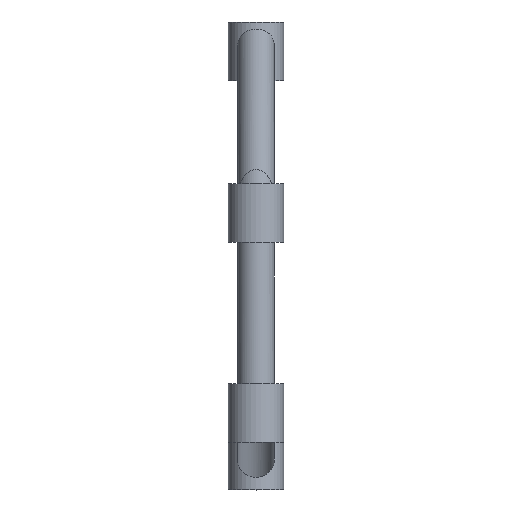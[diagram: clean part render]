
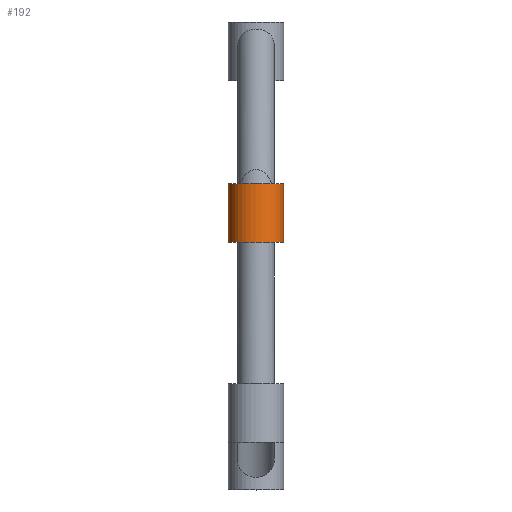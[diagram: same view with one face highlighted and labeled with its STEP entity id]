
A CAD part, top view. The second image highlights one B-rep face of the part: STEP entity #192.
In plain terms, the highlighted cylindrical face has radius 19 mm (diameter 38 mm), a full revolution.
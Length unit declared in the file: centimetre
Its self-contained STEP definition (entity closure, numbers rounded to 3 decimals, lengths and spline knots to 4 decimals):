
#22=CIRCLE('',#214,1.9);
#23=CIRCLE('',#215,1.9);
#54=FACE_BOUND('',#82,.T.);
#64=FACE_OUTER_BOUND('',#81,.T.);
#81=EDGE_LOOP('',(#165));
#82=EDGE_LOOP('',(#166));
#112=VERTEX_POINT('',#860);
#113=VERTEX_POINT('',#862);
#135=EDGE_CURVE('',#112,#112,#22,.T.);
#136=EDGE_CURVE('',#113,#113,#23,.T.);
#165=ORIENTED_EDGE('',*,*,#135,.F.);
#166=ORIENTED_EDGE('',*,*,#136,.F.);
#182=CYLINDRICAL_SURFACE('',#213,1.9);
#192=ADVANCED_FACE('',(#64,#54),#182,.T.);
#213=AXIS2_PLACEMENT_3D('',#859,#252,#253);
#214=AXIS2_PLACEMENT_3D('',#861,#254,#255);
#215=AXIS2_PLACEMENT_3D('',#863,#256,#257);
#252=DIRECTION('center_axis',(0.,1.,0.));
#253=DIRECTION('ref_axis',(0.,0.,-1.));
#254=DIRECTION('center_axis',(0.,-1.,0.));
#255=DIRECTION('ref_axis',(0.,0.,1.));
#256=DIRECTION('center_axis',(0.,1.,0.));
#257=DIRECTION('ref_axis',(0.,0.,-1.));
#859=CARTESIAN_POINT('Origin',(0.,14.9,28.9));
#860=CARTESIAN_POINT('',(0.,14.9,27.));
#861=CARTESIAN_POINT('Origin',(0.,14.9,28.9));
#862=CARTESIAN_POINT('',(0.,18.9,27.));
#863=CARTESIAN_POINT('Origin',(0.,18.9,28.9));
